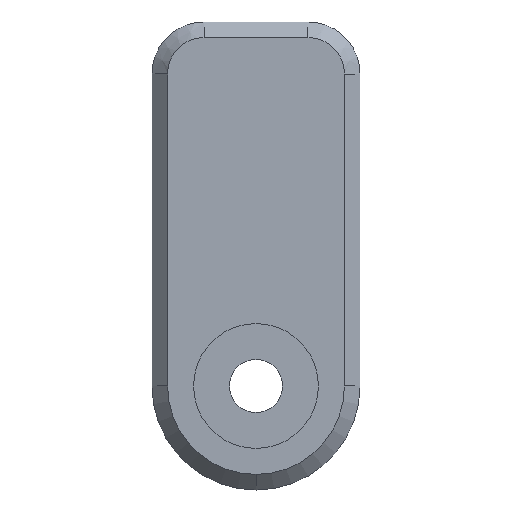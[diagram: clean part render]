
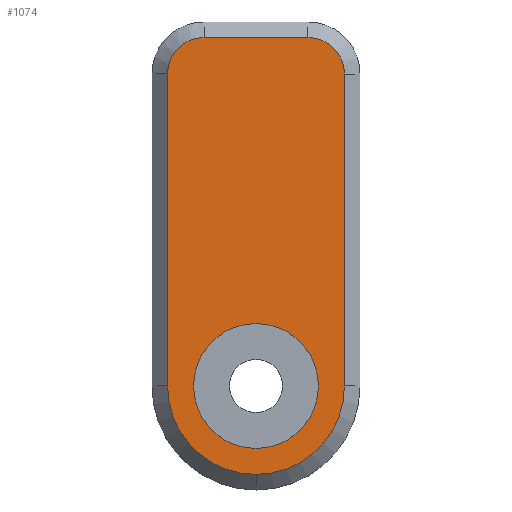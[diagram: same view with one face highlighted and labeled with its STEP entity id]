
A CAD part, left-side view. The second image highlights one B-rep face of the part: STEP entity #1074.
In plain terms, the highlighted planar face has unit normal (-1, 0, 0).
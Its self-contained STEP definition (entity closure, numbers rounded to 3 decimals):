
#1 = DIRECTION ( 'NONE',  ( 0., 0., 1. ) ) ;
#8 = EDGE_CURVE ( 'NONE', #503, #293, #760, .T. ) ;
#42 = DIRECTION ( 'NONE',  ( 0., 0., 1. ) ) ;
#55 = DIRECTION ( 'NONE',  ( 0., 0., 1. ) ) ;
#56 = CIRCLE ( 'NONE', #336, 8.5 ) ;
#61 = VERTEX_POINT ( 'NONE', #198 ) ;
#83 = VERTEX_POINT ( 'NONE', #1083 ) ;
#86 = CARTESIAN_POINT ( 'NONE',  ( 165., 43., -267.5 ) ) ;
#93 = AXIS2_PLACEMENT_3D ( 'NONE', #993, #723, #1002 ) ;
#96 = DIRECTION ( 'NONE',  ( 0., 0., 1. ) ) ;
#151 = CARTESIAN_POINT ( 'NONE',  ( 165., 56.5, -297.5 ) ) ;
#153 = EDGE_LOOP ( 'NONE', ( #498, #696, #1039, #1119, #1040, #948, #219 ) ) ;
#156 = CARTESIAN_POINT ( 'NONE',  ( 165., 53., -264. ) ) ;
#160 = VECTOR ( 'NONE', #222, 1000. ) ;
#170 = DIRECTION ( 'NONE',  ( 1., 0., 0. ) ) ;
#171 = EDGE_CURVE ( 'NONE', #293, #83, #871, .T. ) ;
#177 = DIRECTION ( 'NONE',  ( -1., 0., 0. ) ) ;
#178 = CARTESIAN_POINT ( 'NONE',  ( 165., 48., -297.5 ) ) ;
#185 = CIRCLE ( 'NONE', #604, 8.5 ) ;
#198 = CARTESIAN_POINT ( 'NONE',  ( 165., 39.5, -297.5 ) ) ;
#219 = ORIENTED_EDGE ( 'NONE', *, *, #8, .F. ) ;
#222 = DIRECTION ( 'NONE',  ( 0., 0., -1. ) ) ;
#241 = VERTEX_POINT ( 'NONE', #151 ) ;
#271 = CARTESIAN_POINT ( 'NONE',  ( 165., 48., -297.5 ) ) ;
#273 = EDGE_LOOP ( 'NONE', ( #537, #800 ) ) ;
#278 = CIRCLE ( 'NONE', #495, 6. ) ;
#293 = VERTEX_POINT ( 'NONE', #156 ) ;
#298 = DIRECTION ( 'NONE',  ( 1., 0., 0. ) ) ;
#310 = AXIS2_PLACEMENT_3D ( 'NONE', #351, #177, #1 ) ;
#315 = PLANE ( 'NONE',  #310 ) ;
#331 = VERTEX_POINT ( 'NONE', #412 ) ;
#336 = AXIS2_PLACEMENT_3D ( 'NONE', #891, #348, #882 ) ;
#348 = DIRECTION ( 'NONE',  ( 1., 0., 0. ) ) ;
#351 = CARTESIAN_POINT ( 'NONE',  ( 165., 0., -82. ) ) ;
#412 = CARTESIAN_POINT ( 'NONE',  ( 165., 39.5, -267.5 ) ) ;
#420 = VERTEX_POINT ( 'NONE', #976 ) ;
#462 = EDGE_CURVE ( 'NONE', #734, #972, #957, .T. ) ;
#486 = EDGE_CURVE ( 'NONE', #83, #331, #872, .T. ) ;
#495 = AXIS2_PLACEMENT_3D ( 'NONE', #1014, #298, #42 ) ;
#498 = ORIENTED_EDGE ( 'NONE', *, *, #575, .F. ) ;
#503 = VERTEX_POINT ( 'NONE', #532 ) ;
#517 = FACE_BOUND ( 'NONE', #273, .T. ) ;
#529 = EDGE_CURVE ( 'NONE', #61, #420, #56, .T. ) ;
#532 = CARTESIAN_POINT ( 'NONE',  ( 165., 56.5, -267.5 ) ) ;
#537 = ORIENTED_EDGE ( 'NONE', *, *, #778, .T. ) ;
#571 = CARTESIAN_POINT ( 'NONE',  ( 165., 39.5, -282.5 ) ) ;
#575 = EDGE_CURVE ( 'NONE', #241, #503, #847, .T. ) ;
#601 = VECTOR ( 'NONE', #641, 1000. ) ;
#604 = AXIS2_PLACEMENT_3D ( 'NONE', #271, #702, #707 ) ;
#606 = EDGE_CURVE ( 'NONE', #420, #241, #185, .T. ) ;
#627 = CARTESIAN_POINT ( 'NONE',  ( 165., 48., -303.5 ) ) ;
#631 = CARTESIAN_POINT ( 'NONE',  ( 165., 48., -264. ) ) ;
#641 = DIRECTION ( 'NONE',  ( 0., -1., 0. ) ) ;
#673 = LINE ( 'NONE', #571, #160 ) ;
#696 = ORIENTED_EDGE ( 'NONE', *, *, #606, .F. ) ;
#702 = DIRECTION ( 'NONE',  ( 1., 0., 0. ) ) ;
#707 = DIRECTION ( 'NONE',  ( 0., 0., -1. ) ) ;
#711 = CARTESIAN_POINT ( 'NONE',  ( 165., 56.5, -282.5 ) ) ;
#723 = DIRECTION ( 'NONE',  ( 1., 0., 0. ) ) ;
#734 = VERTEX_POINT ( 'NONE', #627 ) ;
#748 = VECTOR ( 'NONE', #96, 1000. ) ;
#760 = CIRCLE ( 'NONE', #93, 3.5 ) ;
#778 = EDGE_CURVE ( 'NONE', #972, #734, #278, .T. ) ;
#789 = DIRECTION ( 'NONE',  ( 0., 0., -1. ) ) ;
#797 = DIRECTION ( 'NONE',  ( 1., 0., 0. ) ) ;
#800 = ORIENTED_EDGE ( 'NONE', *, *, #462, .T. ) ;
#827 = FACE_OUTER_BOUND ( 'NONE', #153, .T. ) ;
#840 = CARTESIAN_POINT ( 'NONE',  ( 165., 48., -291.5 ) ) ;
#847 = LINE ( 'NONE', #711, #748 ) ;
#871 = LINE ( 'NONE', #631, #601 ) ;
#872 = CIRCLE ( 'NONE', #1045, 3.5 ) ;
#878 = AXIS2_PLACEMENT_3D ( 'NONE', #178, #797, #55 ) ;
#882 = DIRECTION ( 'NONE',  ( 0., 0., -1. ) ) ;
#891 = CARTESIAN_POINT ( 'NONE',  ( 165., 48., -297.5 ) ) ;
#948 = ORIENTED_EDGE ( 'NONE', *, *, #171, .F. ) ;
#957 = CIRCLE ( 'NONE', #878, 6. ) ;
#972 = VERTEX_POINT ( 'NONE', #840 ) ;
#976 = CARTESIAN_POINT ( 'NONE',  ( 165., 48., -306. ) ) ;
#993 = CARTESIAN_POINT ( 'NONE',  ( 165., 53., -267.5 ) ) ;
#1002 = DIRECTION ( 'NONE',  ( 0., 0., -1. ) ) ;
#1014 = CARTESIAN_POINT ( 'NONE',  ( 165., 48., -297.5 ) ) ;
#1027 = EDGE_CURVE ( 'NONE', #331, #61, #673, .T. ) ;
#1039 = ORIENTED_EDGE ( 'NONE', *, *, #529, .F. ) ;
#1040 = ORIENTED_EDGE ( 'NONE', *, *, #486, .F. ) ;
#1045 = AXIS2_PLACEMENT_3D ( 'NONE', #86, #170, #789 ) ;
#1074 = ADVANCED_FACE ( 'NONE', ( #517, #827 ), #315, .T. ) ;
#1083 = CARTESIAN_POINT ( 'NONE',  ( 165., 43., -264. ) ) ;
#1119 = ORIENTED_EDGE ( 'NONE', *, *, #1027, .F. ) ;
